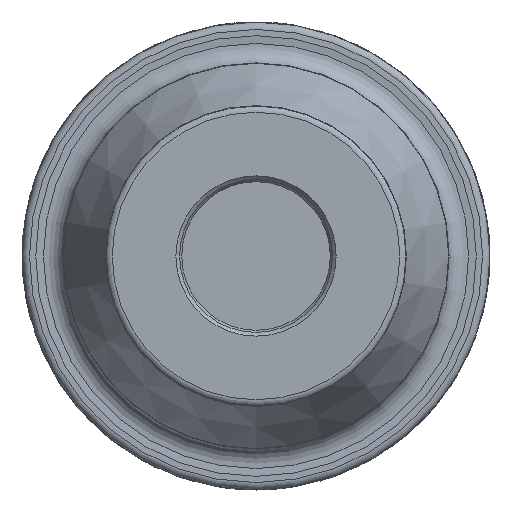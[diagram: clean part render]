
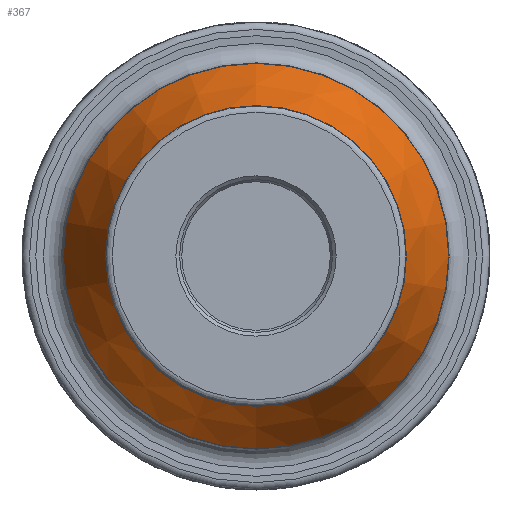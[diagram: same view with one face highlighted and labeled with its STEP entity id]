
A CAD part, left-side view. The second image highlights one B-rep face of the part: STEP entity #367.
In plain terms, the highlighted conical face has half-angle 25 degrees and reference radius 25.934 mm.
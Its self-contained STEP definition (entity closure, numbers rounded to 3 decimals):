
#52=CONICAL_SURFACE('',#1411,25.934,25.);
#300=FACE_BOUND('',#546,.T.);
#301=FACE_BOUND('',#547,.T.);
#367=ADVANCED_FACE('',(#300,#301),#52,.T.);
#546=EDGE_LOOP('',(#760));
#547=EDGE_LOOP('',(#761));
#760=ORIENTED_EDGE('',*,*,#1196,.T.);
#761=ORIENTED_EDGE('',*,*,#1195,.F.);
#1043=VERTEX_POINT('',#2455);
#1044=VERTEX_POINT('',#2458);
#1195=EDGE_CURVE('',#1043,#1043,#1296,.T.);
#1196=EDGE_CURVE('',#1044,#1044,#1297,.T.);
#1296=CIRCLE('',#1408,25.934);
#1297=CIRCLE('',#1410,20.245);
#1408=AXIS2_PLACEMENT_3D('',#2454,#1677,#1678);
#1410=AXIS2_PLACEMENT_3D('',#2457,#1681,#1682);
#1411=AXIS2_PLACEMENT_3D('',#2459,#1683,#1684);
#1677=DIRECTION('',(1.,0.,0.));
#1678=DIRECTION('',(0.,0.,1.));
#1681=DIRECTION('',(1.,0.,0.));
#1682=DIRECTION('',(0.,0.,1.));
#1683=DIRECTION('',(1.,0.,0.));
#1684=DIRECTION('',(0.,0.,-1.));
#2454=CARTESIAN_POINT('',(12.726,0.,0.));
#2455=CARTESIAN_POINT('',(12.726,0.,25.934));
#2457=CARTESIAN_POINT('',(0.526,0.,0.));
#2458=CARTESIAN_POINT('',(0.526,0.,20.245));
#2459=CARTESIAN_POINT('',(12.726,0.,0.));
